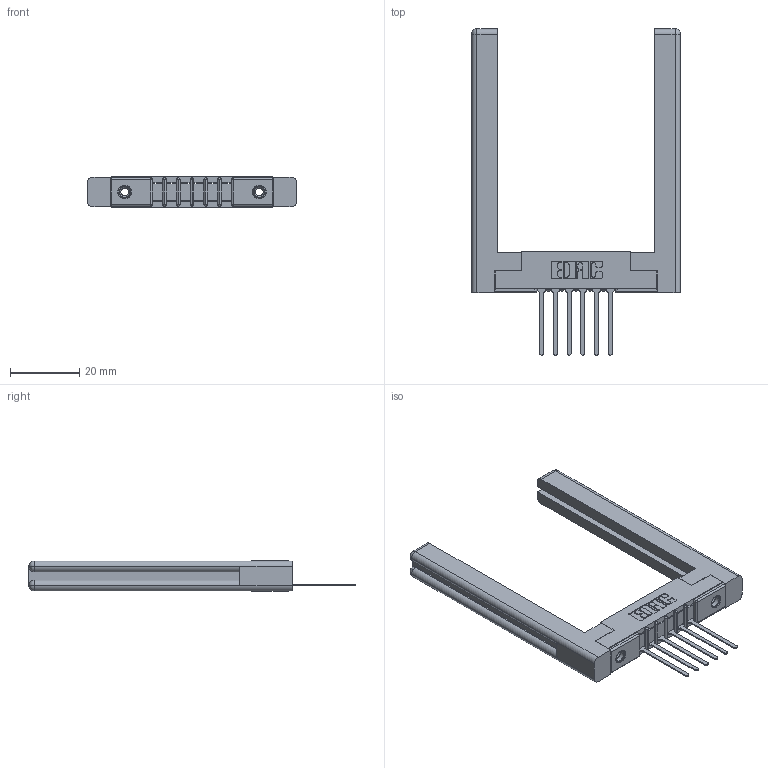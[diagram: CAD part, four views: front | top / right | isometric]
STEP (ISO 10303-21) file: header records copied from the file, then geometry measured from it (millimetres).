
FILE_DESCRIPTION (( 'STEP AP203' ), '1' );
FILE_NAME ('307-006-445-158.STEP', '2020-09-25T00:05:24', ( '' ), ( '' ), 'SwSTEP 2.0', 'SolidWorks 2020', '' );
FILE_SCHEMA (( 'CONFIG_CONTROL_DESIGN' ));
Length unit declared in the file: inch
Products named in the file (5): 307 Part_.156 Dia Mounting Holes; 345-250-001_345-250-001-102; 307-006-445-158; 307-290-001_545; 307-220-058
Assembly tree (11 placements, depth 2):
  307-006-445-158
    307 Part_.156 Dia Mounting Holes
    307-290-001_545  x6
    307-220-058  x2
    345-250-001_345-250-001-102  x2
Bounding box: 60.4 x 94.31 x 8.71 mm (x, y, z)
Volume: 11595.4 mm3; surface area: 10893.1 mm2
Topology: 11 solids, 11 shells, 603 faces, 1649 edges, 1058 vertices
Faces by surface type: plane 376, cylinder 189, sphere 14, torus 12, cone 12
Entity records: 12183 total; most frequent: CARTESIAN_POINT 2047, DIRECTION 1972, ORIENTED_EDGE 1972, EDGE_CURVE 986, VECTOR 738, LINE 738, VERTEX_POINT 638, AXIS2_PLACEMENT_3D 617
